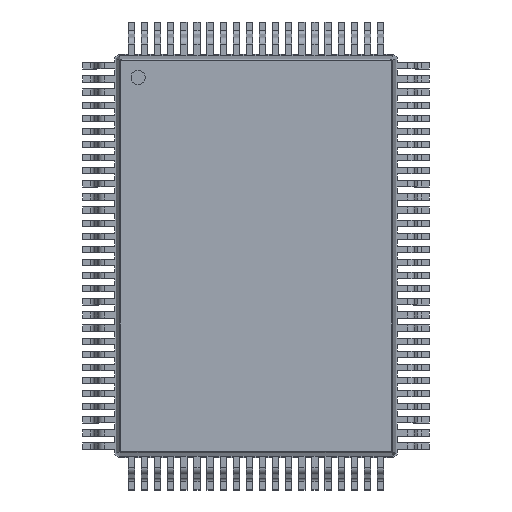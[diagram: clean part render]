
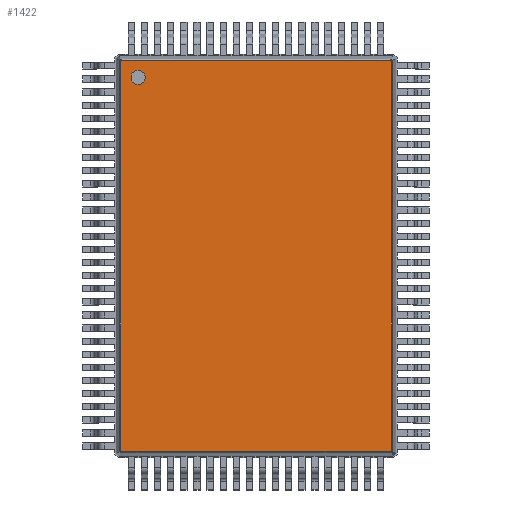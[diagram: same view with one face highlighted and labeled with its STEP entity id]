
A CAD part, top view. The second image highlights one B-rep face of the part: STEP entity #1422.
In plain terms, the highlighted planar face has unit normal (0, 0, 1).
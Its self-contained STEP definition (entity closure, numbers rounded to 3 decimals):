
#13=DIRECTION('',(0.,0.,1.));
#43=CARTESIAN_POINT('',(-6.698,9.746,2.8));
#241=VERTEX_POINT('',#242);
#242=CARTESIAN_POINT('',(-6.68,9.702,2.8));
#259=EDGE_CURVE('',#241,#260,#262,.T.);
#260=VERTEX_POINT('',#261);
#261=CARTESIAN_POINT('',(6.68,9.702,2.8));
#262=B_SPLINE_CURVE_WITH_KNOTS('',2,(#263,#264,#265,#266,#267),.UNSPECIFIED.,.F.,.F.,(3,1,1,3),(-0.699,-0.043,13.439,14.095),.UNSPECIFIED.);
#263=CARTESIAN_POINT('',(-7.397,9.702,2.8));
#264=CARTESIAN_POINT('',(-7.069,9.702,2.8));
#265=CARTESIAN_POINT('',(0.,9.702,2.8));
#266=CARTESIAN_POINT('',(7.069,9.702,2.8));
#267=CARTESIAN_POINT('',(7.397,9.702,2.8));
#1054=DIRECTION('',(0.,-1.,0.));
#1353=EDGE_CURVE('',#260,#1354,#1356,.T.);
#1354=VERTEX_POINT('',#1355);
#1355=CARTESIAN_POINT('',(6.702,9.68,2.8));
#1356=B_SPLINE_CURVE_WITH_KNOTS('',2,(#1357,#1358,#1359,#1360,#1361),.UNSPECIFIED.,.F.,.F.,(3,1,1,3),(-0.346,-0.043,0.111,0.414),.UNSPECIFIED.);
#1357=CARTESIAN_POINT('',(6.423,9.96,2.8));
#1358=CARTESIAN_POINT('',(6.53,9.853,2.8));
#1359=CARTESIAN_POINT('',(6.691,9.691,2.8));
#1360=CARTESIAN_POINT('',(6.853,9.53,2.8));
#1361=CARTESIAN_POINT('',(6.96,9.423,2.8));
#1390=VERTEX_POINT('',#1391);
#1391=CARTESIAN_POINT('',(-6.702,9.68,2.8));
#1408=EDGE_CURVE('',#1390,#241,#1409,.T.);
#1409=B_SPLINE_CURVE_WITH_KNOTS('',2,(#1410,#1411,#1412,#1413,#1414),.UNSPECIFIED.,.F.,.F.,(3,1,1,3),(-0.346,-0.043,0.111,0.414),.UNSPECIFIED.);
#1410=CARTESIAN_POINT('',(-6.96,9.423,2.8));
#1411=CARTESIAN_POINT('',(-6.853,9.53,2.8));
#1412=CARTESIAN_POINT('',(-6.691,9.691,2.8));
#1413=CARTESIAN_POINT('',(-6.53,9.853,2.8));
#1414=CARTESIAN_POINT('',(-6.423,9.96,2.8));
#1422=ADVANCED_FACE('',(#1423,#1476),#1486,.T.);
#1423=FACE_BOUND('',#1424,.T.);
#1424=EDGE_LOOP('',(#1425,#1426,#1427,#1437,#1447,#1457,#1467,#1475));
#1425=ORIENTED_EDGE('',*,*,#259,.F.);
#1426=ORIENTED_EDGE('',*,*,#1408,.F.);
#1427=ORIENTED_EDGE('',*,*,#1428,.F.);
#1428=EDGE_CURVE('',#1429,#1390,#1431,.T.);
#1429=VERTEX_POINT('',#1430);
#1430=CARTESIAN_POINT('',(-6.702,-9.68,2.8));
#1431=B_SPLINE_CURVE_WITH_KNOTS('',2,(#1432,#1433,#1434,#1435,#1436),.UNSPECIFIED.,.F.,.F.,(3,1,1,3),(-0.993,-0.043,19.439,20.389),.UNSPECIFIED.);
#1432=CARTESIAN_POINT('',(-6.702,-10.691,2.8));
#1433=CARTESIAN_POINT('',(-6.702,-10.216,2.8));
#1434=CARTESIAN_POINT('',(-6.702,0.,2.8));
#1435=CARTESIAN_POINT('',(-6.702,10.216,2.8));
#1436=CARTESIAN_POINT('',(-6.702,10.691,2.8));
#1437=ORIENTED_EDGE('',*,*,#1438,.F.);
#1438=EDGE_CURVE('',#1439,#1429,#1441,.T.);
#1439=VERTEX_POINT('',#1440);
#1440=CARTESIAN_POINT('',(-6.68,-9.702,2.8));
#1441=B_SPLINE_CURVE_WITH_KNOTS('',2,(#1442,#1443,#1444,#1445,#1446),.UNSPECIFIED.,.F.,.F.,(3,1,1,3),(-0.346,-0.043,0.111,0.414),.UNSPECIFIED.);
#1442=CARTESIAN_POINT('',(-6.423,-9.96,2.8));
#1443=CARTESIAN_POINT('',(-6.53,-9.853,2.8));
#1444=CARTESIAN_POINT('',(-6.691,-9.691,2.8));
#1445=CARTESIAN_POINT('',(-6.853,-9.53,2.8));
#1446=CARTESIAN_POINT('',(-6.96,-9.423,2.8));
#1447=ORIENTED_EDGE('',*,*,#1448,.F.);
#1448=EDGE_CURVE('',#1449,#1439,#1451,.T.);
#1449=VERTEX_POINT('',#1450);
#1450=CARTESIAN_POINT('',(6.68,-9.702,2.8));
#1451=B_SPLINE_CURVE_WITH_KNOTS('',2,(#1452,#1453,#1454,#1455,#1456),.UNSPECIFIED.,.F.,.F.,(3,1,1,3),(-0.699,-0.043,13.439,14.095),.UNSPECIFIED.);
#1452=CARTESIAN_POINT('',(7.397,-9.702,2.8));
#1453=CARTESIAN_POINT('',(7.069,-9.702,2.8));
#1454=CARTESIAN_POINT('',(0.,-9.702,2.8));
#1455=CARTESIAN_POINT('',(-7.069,-9.702,2.8));
#1456=CARTESIAN_POINT('',(-7.397,-9.702,2.8));
#1457=ORIENTED_EDGE('',*,*,#1458,.F.);
#1458=EDGE_CURVE('',#1459,#1449,#1461,.T.);
#1459=VERTEX_POINT('',#1460);
#1460=CARTESIAN_POINT('',(6.702,-9.68,2.8));
#1461=B_SPLINE_CURVE_WITH_KNOTS('',2,(#1462,#1463,#1464,#1465,#1466),.UNSPECIFIED.,.F.,.F.,(3,1,1,3),(-0.346,-0.043,0.111,0.414),.UNSPECIFIED.);
#1462=CARTESIAN_POINT('',(6.96,-9.423,2.8));
#1463=CARTESIAN_POINT('',(6.853,-9.53,2.8));
#1464=CARTESIAN_POINT('',(6.691,-9.691,2.8));
#1465=CARTESIAN_POINT('',(6.53,-9.853,2.8));
#1466=CARTESIAN_POINT('',(6.423,-9.96,2.8));
#1467=ORIENTED_EDGE('',*,*,#1468,.F.);
#1468=EDGE_CURVE('',#1354,#1459,#1469,.T.);
#1469=B_SPLINE_CURVE_WITH_KNOTS('',2,(#1470,#1471,#1472,#1473,#1474),.UNSPECIFIED.,.F.,.F.,(3,1,1,3),(-0.993,-0.043,19.439,20.389),.UNSPECIFIED.);
#1470=CARTESIAN_POINT('',(6.702,10.691,2.8));
#1471=CARTESIAN_POINT('',(6.702,10.216,2.8));
#1472=CARTESIAN_POINT('',(6.702,0.,2.8));
#1473=CARTESIAN_POINT('',(6.702,-10.216,2.8));
#1474=CARTESIAN_POINT('',(6.702,-10.691,2.8));
#1475=ORIENTED_EDGE('',*,*,#1353,.F.);
#1476=FACE_BOUND('',#1477,.T.);
#1477=EDGE_LOOP('',(#1478));
#1478=ORIENTED_EDGE('',*,*,#1479,.T.);
#1479=EDGE_CURVE('',#1480,#1480,#1482,.T.);
#1480=VERTEX_POINT('',#1481);
#1481=CARTESIAN_POINT('',(-5.846,8.496,2.8));
#1482=CIRCLE('',#1483,0.35);
#1483=AXIS2_PLACEMENT_3D('',#1484,#1485,#1054);
#1484=CARTESIAN_POINT('',(-5.846,8.846,2.8));
#1485=DIRECTION('',(0.,-0.,-1.));
#1486=PLANE('',#1487);
#1487=AXIS2_PLACEMENT_3D('',#43,#13,#1488);
#1488=DIRECTION('',(0.566,-0.824,0.));
